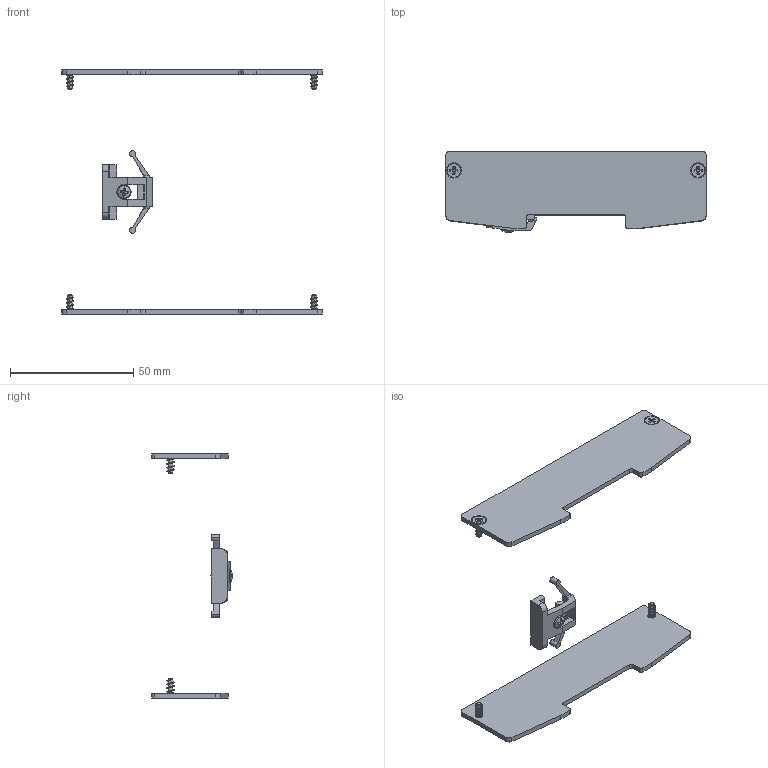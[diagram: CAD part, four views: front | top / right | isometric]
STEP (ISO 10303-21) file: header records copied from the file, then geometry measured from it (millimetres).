
FILE_DESCRIPTION(('SolidDesigner STEP Export'),'2;1');
FILE_NAME('2200951.stp','2015-08-07T 9:38:33',(''),(''),'Creo Elements/Direct Modeling STEP processor for AP214 (Solid Model)','Creo Elements/Direct Modeling 18.1 06-May-2012 (C) Parametric Technology GmbH','');
FILE_SCHEMA(('AUTOMOTIVE_DESIGN { 1 0 10303 214 1 1 1 1 }'));
Length unit declared in the file: millimetre
Products named in the file (7): SHR_S_KA30X8_WN_1413_MG_3DSYM_1; PART1_1; 1008820_3Dsym_1; SHR_Z_B2_9x6_5_DIN_ISO_7049_3DSYM_1; Raste_1008396_3d_1; AR105; 2200951
Assembly tree (10 placements, depth 4):
  2200951
    AR105
      Raste_1008396_3d_1
      SHR_Z_B2_9x6_5_DIN_ISO_7049_3DSYM_1
      1008820_3Dsym_1  x2
        PART1_1
      SHR_S_KA30X8_WN_1413_MG_3DSYM_1  x4
Bounding box: 105.4 x 32.6 x 99 mm (x, y, z)
Volume: 13036.2 mm3; surface area: 14937.4 mm2
Topology: 8 solids, 8 shells, 685 faces, 1668 edges, 968 vertices
Faces by surface type: cylinder 301, plane 165, torus 80, sphere 66, bspline 42, cone 31
Entity records: 8887 total; most frequent: CARTESIAN_POINT 2477, ORIENTED_EDGE 1386, DIRECTION 1260, EDGE_CURVE 693, AXIS2_PLACEMENT_3D 468, VERTEX_POINT 428, VECTOR 324, LINE 324
